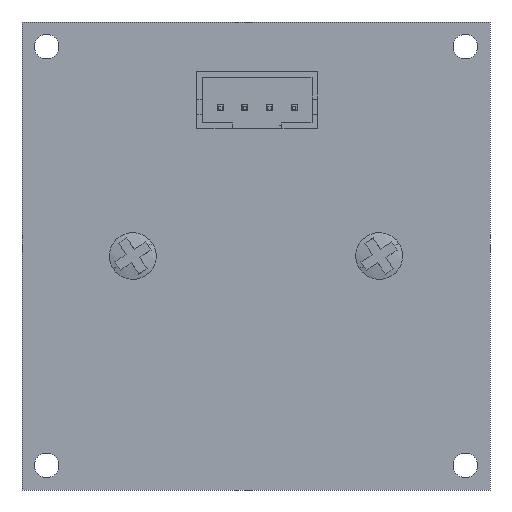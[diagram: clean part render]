
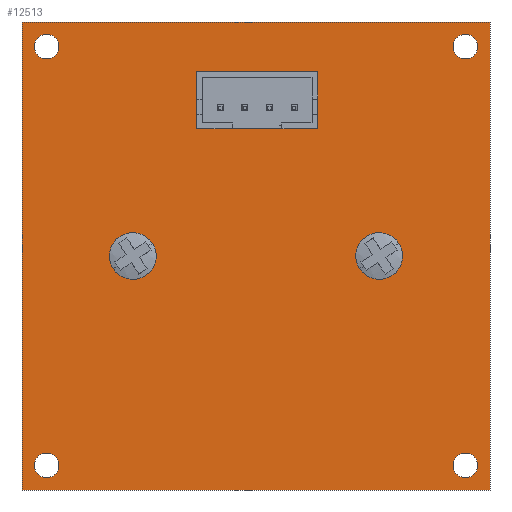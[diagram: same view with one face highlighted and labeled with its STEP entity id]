
A CAD part, front view. The second image highlights one B-rep face of the part: STEP entity #12513.
In plain terms, the highlighted planar face has unit normal (0, -1, 0).
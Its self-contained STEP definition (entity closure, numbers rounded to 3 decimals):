
#31 = CARTESIAN_POINT ( 'NONE',  ( 17., -0.75, 17. ) ) ;
#40 = ORIENTED_EDGE ( 'NONE', *, *, #2586, .T. ) ;
#53 = DIRECTION ( 'NONE',  ( 0., -1., 0. ) ) ;
#113 = AXIS2_PLACEMENT_3D ( 'NONE', #3946, #53, #247 ) ;
#247 = DIRECTION ( 'NONE',  ( 0., 0., 1. ) ) ;
#257 = CARTESIAN_POINT ( 'NONE',  ( -17., -0.75, 17. ) ) ;
#271 = DIRECTION ( 'NONE',  ( 0., -1., 0. ) ) ;
#577 = CIRCLE ( 'NONE', #3834, 1. ) ;
#590 = CARTESIAN_POINT ( 'NONE',  ( -19., -0.75, -19. ) ) ;
#600 = DIRECTION ( 'NONE',  ( 0., 1., 0. ) ) ;
#604 = FACE_OUTER_BOUND ( 'NONE', #2135, .T. ) ;
#620 = CIRCLE ( 'NONE', #12320, 1. ) ;
#696 = VERTEX_POINT ( 'NONE', #1285 ) ;
#785 = AXIS2_PLACEMENT_3D ( 'NONE', #12058, #9244, #11870 ) ;
#923 = CIRCLE ( 'NONE', #11611, 1. ) ;
#1206 = DIRECTION ( 'NONE',  ( 0., 0., 1. ) ) ;
#1285 = CARTESIAN_POINT ( 'NONE',  ( 17., -0.75, 18. ) ) ;
#1327 = VERTEX_POINT ( 'NONE', #7210 ) ;
#1363 = DIRECTION ( 'NONE',  ( 0., 0., 1. ) ) ;
#1380 = CIRCLE ( 'NONE', #6100, 1. ) ;
#1487 = CARTESIAN_POINT ( 'NONE',  ( -10., -0.75, 0. ) ) ;
#1537 = LINE ( 'NONE', #590, #6534 ) ;
#1706 = CARTESIAN_POINT ( 'NONE',  ( 10., -0.75, -1. ) ) ;
#1782 = AXIS2_PLACEMENT_3D ( 'NONE', #5634, #6613, #1909 ) ;
#1851 = VERTEX_POINT ( 'NONE', #1706 ) ;
#1909 = DIRECTION ( 'NONE',  ( 0., 0., 1. ) ) ;
#1978 = LINE ( 'NONE', #9848, #11418 ) ;
#2120 = ORIENTED_EDGE ( 'NONE', *, *, #8175, .F. ) ;
#2135 = EDGE_LOOP ( 'NONE', ( #3961, #12478, #11404, #12370 ) ) ;
#2208 = FACE_BOUND ( 'NONE', #7137, .T. ) ;
#2214 = CARTESIAN_POINT ( 'NONE',  ( -10., -0.75, 0. ) ) ;
#2310 = DIRECTION ( 'NONE',  ( 0., -1., 0. ) ) ;
#2347 = DIRECTION ( 'NONE',  ( 0., 0., 1. ) ) ;
#2487 = EDGE_LOOP ( 'NONE', ( #5656, #4921 ) ) ;
#2496 = CARTESIAN_POINT ( 'NONE',  ( 17., -0.75, -17. ) ) ;
#2562 = DIRECTION ( 'NONE',  ( 0., 0., -1. ) ) ;
#2577 = EDGE_CURVE ( 'NONE', #696, #5092, #11399, .T. ) ;
#2586 = EDGE_CURVE ( 'NONE', #4907, #10205, #923, .T. ) ;
#2798 = EDGE_LOOP ( 'NONE', ( #8227, #9717 ) ) ;
#3111 = FACE_BOUND ( 'NONE', #4068, .T. ) ;
#3309 = EDGE_CURVE ( 'NONE', #4049, #8311, #1978, .T. ) ;
#3523 = VERTEX_POINT ( 'NONE', #8999 ) ;
#3619 = AXIS2_PLACEMENT_3D ( 'NONE', #2496, #271, #4167 ) ;
#3638 = CARTESIAN_POINT ( 'NONE',  ( 19., -0.75, 19. ) ) ;
#3660 = CIRCLE ( 'NONE', #5285, 1. ) ;
#3834 = AXIS2_PLACEMENT_3D ( 'NONE', #8736, #12633, #4970 ) ;
#3920 = EDGE_LOOP ( 'NONE', ( #8980, #7457 ) ) ;
#3946 = CARTESIAN_POINT ( 'NONE',  ( 17., -0.75, 17. ) ) ;
#3961 = ORIENTED_EDGE ( 'NONE', *, *, #7121, .F. ) ;
#4049 = VERTEX_POINT ( 'NONE', #5210 ) ;
#4068 = EDGE_LOOP ( 'NONE', ( #40, #7610 ) ) ;
#4085 = VERTEX_POINT ( 'NONE', #10204 ) ;
#4136 = FACE_BOUND ( 'NONE', #10487, .T. ) ;
#4167 = DIRECTION ( 'NONE',  ( 0., 0., 1. ) ) ;
#4196 = CARTESIAN_POINT ( 'NONE',  ( 0., -0.75, 0. ) ) ;
#4384 = EDGE_CURVE ( 'NONE', #3523, #1327, #11229, .T. ) ;
#4403 = DIRECTION ( 'NONE',  ( 0., -1., 0. ) ) ;
#4446 = CARTESIAN_POINT ( 'NONE',  ( 19., -0.75, -19. ) ) ;
#4476 = VERTEX_POINT ( 'NONE', #11512 ) ;
#4500 = FACE_BOUND ( 'NONE', #2798, .T. ) ;
#4572 = CARTESIAN_POINT ( 'NONE',  ( -19., -0.75, 19. ) ) ;
#4654 = CARTESIAN_POINT ( 'NONE',  ( 19., -0.75, -19. ) ) ;
#4702 = DIRECTION ( 'NONE',  ( 0., 0., 1. ) ) ;
#4779 = EDGE_CURVE ( 'NONE', #4476, #7352, #12658, .T. ) ;
#4795 = DIRECTION ( 'NONE',  ( 0., 0., 1. ) ) ;
#4812 = CARTESIAN_POINT ( 'NONE',  ( -17., -0.75, -18. ) ) ;
#4814 = DIRECTION ( 'NONE',  ( 0., -1., 0. ) ) ;
#4907 = VERTEX_POINT ( 'NONE', #9516 ) ;
#4921 = ORIENTED_EDGE ( 'NONE', *, *, #8471, .F. ) ;
#4958 = VERTEX_POINT ( 'NONE', #9754 ) ;
#4970 = DIRECTION ( 'NONE',  ( 0., 0., -1. ) ) ;
#5092 = VERTEX_POINT ( 'NONE', #10957 ) ;
#5126 = CIRCLE ( 'NONE', #10088, 1. ) ;
#5162 = AXIS2_PLACEMENT_3D ( 'NONE', #8312, #7475, #2562 ) ;
#5210 = CARTESIAN_POINT ( 'NONE',  ( -19., -0.75, -19. ) ) ;
#5265 = DIRECTION ( 'NONE',  ( 0., 0., 1. ) ) ;
#5285 = AXIS2_PLACEMENT_3D ( 'NONE', #31, #4814, #4702 ) ;
#5634 = CARTESIAN_POINT ( 'NONE',  ( -17., -0.75, -17. ) ) ;
#5656 = ORIENTED_EDGE ( 'NONE', *, *, #2577, .F. ) ;
#5683 = VECTOR ( 'NONE', #7190, 1000. ) ;
#5757 = EDGE_CURVE ( 'NONE', #1851, #4085, #577, .T. ) ;
#5819 = DIRECTION ( 'NONE',  ( -1., 0., 0. ) ) ;
#6100 = AXIS2_PLACEMENT_3D ( 'NONE', #1487, #600, #5265 ) ;
#6143 = DIRECTION ( 'NONE',  ( 0., 1., 0. ) ) ;
#6180 = ORIENTED_EDGE ( 'NONE', *, *, #5757, .T. ) ;
#6398 = ORIENTED_EDGE ( 'NONE', *, *, #10211, .F. ) ;
#6534 = VECTOR ( 'NONE', #5819, 1000. ) ;
#6613 = DIRECTION ( 'NONE',  ( 0., -1., 0. ) ) ;
#6696 = EDGE_CURVE ( 'NONE', #4085, #1851, #8277, .T. ) ;
#6790 = VECTOR ( 'NONE', #12376, 1000. ) ;
#7046 = PLANE ( 'NONE',  #7476 ) ;
#7113 = FACE_BOUND ( 'NONE', #3920, .T. ) ;
#7121 = EDGE_CURVE ( 'NONE', #10697, #10720, #12316, .T. ) ;
#7137 = EDGE_LOOP ( 'NONE', ( #6180, #10869 ) ) ;
#7162 = CARTESIAN_POINT ( 'NONE',  ( 17., -0.75, -17. ) ) ;
#7190 = DIRECTION ( 'NONE',  ( 1., 0., 0. ) ) ;
#7202 = VERTEX_POINT ( 'NONE', #4812 ) ;
#7210 = CARTESIAN_POINT ( 'NONE',  ( 17., -0.75, -16. ) ) ;
#7336 = CARTESIAN_POINT ( 'NONE',  ( -17., -0.75, 16. ) ) ;
#7351 = CIRCLE ( 'NONE', #1782, 1. ) ;
#7352 = VERTEX_POINT ( 'NONE', #7336 ) ;
#7420 = EDGE_CURVE ( 'NONE', #7352, #4476, #5126, .T. ) ;
#7457 = ORIENTED_EDGE ( 'NONE', *, *, #4384, .F. ) ;
#7475 = DIRECTION ( 'NONE',  ( 0., 1., 0. ) ) ;
#7476 = AXIS2_PLACEMENT_3D ( 'NONE', #4196, #6143, #8643 ) ;
#7529 = DIRECTION ( 'NONE',  ( 0., 0., 1. ) ) ;
#7610 = ORIENTED_EDGE ( 'NONE', *, *, #8668, .T. ) ;
#7806 = EDGE_CURVE ( 'NONE', #8311, #10697, #10982, .T. ) ;
#8175 = EDGE_CURVE ( 'NONE', #4958, #7202, #12284, .T. ) ;
#8227 = ORIENTED_EDGE ( 'NONE', *, *, #4779, .F. ) ;
#8277 = CIRCLE ( 'NONE', #5162, 1. ) ;
#8311 = VERTEX_POINT ( 'NONE', #4572 ) ;
#8312 = CARTESIAN_POINT ( 'NONE',  ( 10., -0.75, 0. ) ) ;
#8369 = DIRECTION ( 'NONE',  ( 0., -1., 0. ) ) ;
#8471 = EDGE_CURVE ( 'NONE', #5092, #696, #3660, .T. ) ;
#8620 = CARTESIAN_POINT ( 'NONE',  ( -17., -0.75, 17. ) ) ;
#8643 = DIRECTION ( 'NONE',  ( 0., 0., 1. ) ) ;
#8668 = EDGE_CURVE ( 'NONE', #10205, #4907, #1380, .T. ) ;
#8736 = CARTESIAN_POINT ( 'NONE',  ( 10., -0.75, 0. ) ) ;
#8813 = CARTESIAN_POINT ( 'NONE',  ( -10., -0.75, 1. ) ) ;
#8980 = ORIENTED_EDGE ( 'NONE', *, *, #9511, .F. ) ;
#8999 = CARTESIAN_POINT ( 'NONE',  ( 17., -0.75, -18. ) ) ;
#9244 = DIRECTION ( 'NONE',  ( 0., -1., 0. ) ) ;
#9511 = EDGE_CURVE ( 'NONE', #1327, #3523, #620, .T. ) ;
#9516 = CARTESIAN_POINT ( 'NONE',  ( -10., -0.75, -1. ) ) ;
#9717 = ORIENTED_EDGE ( 'NONE', *, *, #7420, .F. ) ;
#9754 = CARTESIAN_POINT ( 'NONE',  ( -17., -0.75, -16. ) ) ;
#9848 = CARTESIAN_POINT ( 'NONE',  ( -19., -0.75, -19. ) ) ;
#10025 = DIRECTION ( 'NONE',  ( 0., 1., 0. ) ) ;
#10088 = AXIS2_PLACEMENT_3D ( 'NONE', #8620, #8369, #7529 ) ;
#10157 = CARTESIAN_POINT ( 'NONE',  ( -19., -0.75, 19. ) ) ;
#10204 = CARTESIAN_POINT ( 'NONE',  ( 10., -0.75, 1. ) ) ;
#10205 = VERTEX_POINT ( 'NONE', #8813 ) ;
#10211 = EDGE_CURVE ( 'NONE', #7202, #4958, #7351, .T. ) ;
#10487 = EDGE_LOOP ( 'NONE', ( #2120, #6398 ) ) ;
#10697 = VERTEX_POINT ( 'NONE', #3638 ) ;
#10720 = VERTEX_POINT ( 'NONE', #4654 ) ;
#10869 = ORIENTED_EDGE ( 'NONE', *, *, #6696, .T. ) ;
#10957 = CARTESIAN_POINT ( 'NONE',  ( 17., -0.75, 16. ) ) ;
#10982 = LINE ( 'NONE', #10157, #5683 ) ;
#11229 = CIRCLE ( 'NONE', #3619, 1. ) ;
#11399 = CIRCLE ( 'NONE', #113, 1. ) ;
#11404 = ORIENTED_EDGE ( 'NONE', *, *, #3309, .F. ) ;
#11418 = VECTOR ( 'NONE', #4795, 1000. ) ;
#11512 = CARTESIAN_POINT ( 'NONE',  ( -17., -0.75, 18. ) ) ;
#11611 = AXIS2_PLACEMENT_3D ( 'NONE', #2214, #10025, #1206 ) ;
#11870 = DIRECTION ( 'NONE',  ( 0., 0., 1. ) ) ;
#11880 = EDGE_CURVE ( 'NONE', #10720, #4049, #1537, .T. ) ;
#11997 = FACE_BOUND ( 'NONE', #2487, .T. ) ;
#12058 = CARTESIAN_POINT ( 'NONE',  ( -17., -0.75, -17. ) ) ;
#12284 = CIRCLE ( 'NONE', #785, 1. ) ;
#12316 = LINE ( 'NONE', #4446, #6790 ) ;
#12320 = AXIS2_PLACEMENT_3D ( 'NONE', #7162, #2310, #1363 ) ;
#12370 = ORIENTED_EDGE ( 'NONE', *, *, #11880, .F. ) ;
#12376 = DIRECTION ( 'NONE',  ( 0., 0., -1. ) ) ;
#12456 = AXIS2_PLACEMENT_3D ( 'NONE', #257, #4403, #2347 ) ;
#12478 = ORIENTED_EDGE ( 'NONE', *, *, #7806, .F. ) ;
#12513 = ADVANCED_FACE ( 'NONE', ( #604, #4136, #4500, #11997, #7113, #3111, #2208 ), #7046, .F. ) ;
#12633 = DIRECTION ( 'NONE',  ( 0., 1., 0. ) ) ;
#12658 = CIRCLE ( 'NONE', #12456, 1. ) ;
